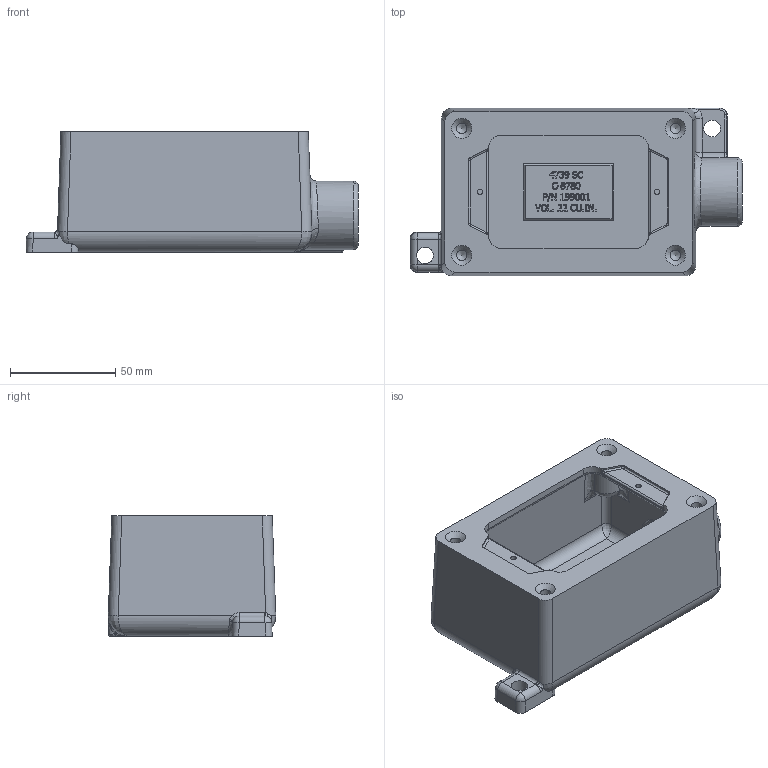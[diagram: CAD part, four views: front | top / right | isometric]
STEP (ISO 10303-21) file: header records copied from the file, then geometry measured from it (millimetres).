
FILE_DESCRIPTION(/* description */ ('SWB-2 BOX'),/* implementation_level */ '2;1');
FILE_NAME(/* name */ 'KIL_SWB-2.stp',/* time_stamp */ '2017-04-19T21:39:08+05:00',/* author */ ('ypadmaraja'),/* organization */ (''),/* preprocessor_version */ 'ST-DEVELOPER v16.1',/* originating_system */ 'Autodesk Inventor 2016',/* authorisation */ '');
FILE_SCHEMA (('AUTOMOTIVE_DESIGN { 1 0 10303 214 3 1 1 }'));
Length unit declared in the file: inch
Products named in the file (1): SWB-2
Bounding box: 157.84 x 79.62 x 57.15 mm (x, y, z)
Volume: 180870.3 mm3; surface area: 69261.9 mm2
Topology: 1 solids, 1 shells, 1042 faces, 2751 edges, 1769 vertices
Faces by surface type: plane 480, bspline 438, cylinder 87, sphere 16, cone 12, torus 9
Full cylindrical faces by diameter (mm): 2.642 x2, 3.683 x1, 4.978 x4, 7.938 x2, 20.117 x1, 32.537 x1
Entity records: 35993 total; most frequent: CARTESIAN_POINT 13173, ORIENTED_EDGE 5394, DIRECTION 3374, EDGE_CURVE 2697, VERTEX_POINT 1756, LINE 1614, VECTOR 1614, EDGE_LOOP 1151
